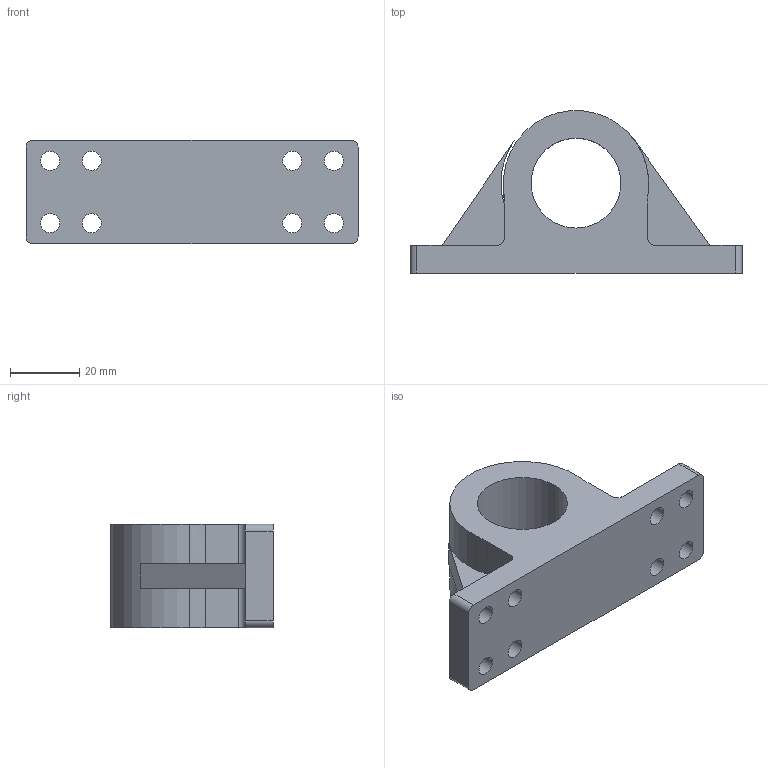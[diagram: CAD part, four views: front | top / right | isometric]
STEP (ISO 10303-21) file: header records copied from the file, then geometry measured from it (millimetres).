
FILE_DESCRIPTION((''),'2;1');
FILE_NAME('5-080001','2022-01-09T15:19:42',('Y'),('FoxCAVITY'),'CREO PARAMETRIC BY PTC INC, 2020454','CREO PARAMETRIC BY PTC INC, 2020454','');
FILE_SCHEMA(('CONFIG_CONTROL_DESIGN'));
Length unit declared in the file: millimetre
Products named in the file (1): 5-080001
Bounding box: 96 x 46.92 x 30 mm (x, y, z)
Volume: 52012.9 mm3; surface area: 15530.1 mm2
Topology: 1 solids, 1 shells, 48 faces, 136 edges, 90 vertices
Faces by surface type: cylinder 31, plane 17
Entity records: 1662 total; most frequent: DIRECTION 296, CARTESIAN_POINT 274, ORIENTED_EDGE 272, EDGE_CURVE 136, AXIS2_PLACEMENT_3D 112, VERTEX_POINT 90, VECTOR 72, LINE 72
